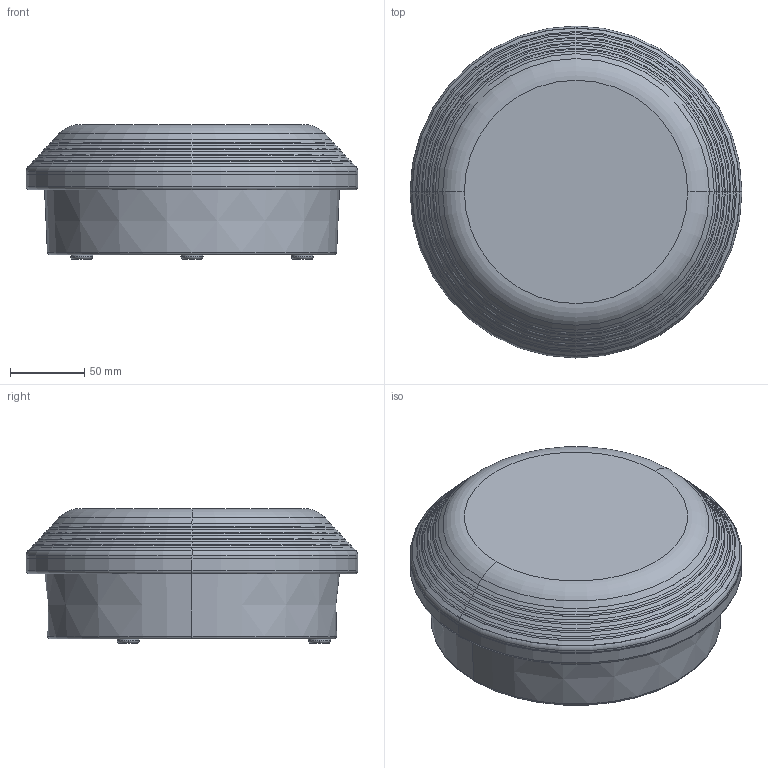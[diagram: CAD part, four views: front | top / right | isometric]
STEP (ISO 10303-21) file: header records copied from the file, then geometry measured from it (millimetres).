
FILE_DESCRIPTION (( 'STEP AP214' ), '1' );
FILE_NAME ('LLPO0-3041-2-09-K01 Ñâåòèëüíèê ËÏÎ3041 2x9Âò 230Â G23 IP44 ÈÝÊ.STEP', '2017-07-04T12:36:18', ( '' ), ( '' ), 'SwSTEP 2.0', 'SolidWorks 2014', '' );
FILE_SCHEMA (( 'AUTOMOTIVE_DESIGN' ));
Length unit declared in the file: millimetre
Products named in the file (1): LLPO0-3041-2-09-K01 Ñâåòèëüíèê ËÏÎ3041 2x9Âò 230Â G23 IP44 ÈÝÊ
Bounding box: 224 x 224 x 91 mm (x, y, z)
Volume: 2798698.5 mm3; surface area: 121861.3 mm2
Topology: 1 solids, 1 shells, 76 faces, 150 edges, 82 vertices
Faces by surface type: cone 32, torus 24, cylinder 12, plane 8
Entity records: 1982 total; most frequent: DIRECTION 410, CARTESIAN_POINT 309, ORIENTED_EDGE 300, AXIS2_PLACEMENT_3D 183, EDGE_CURVE 150, CIRCLE 106, EDGE_LOOP 82, VERTEX_POINT 82
